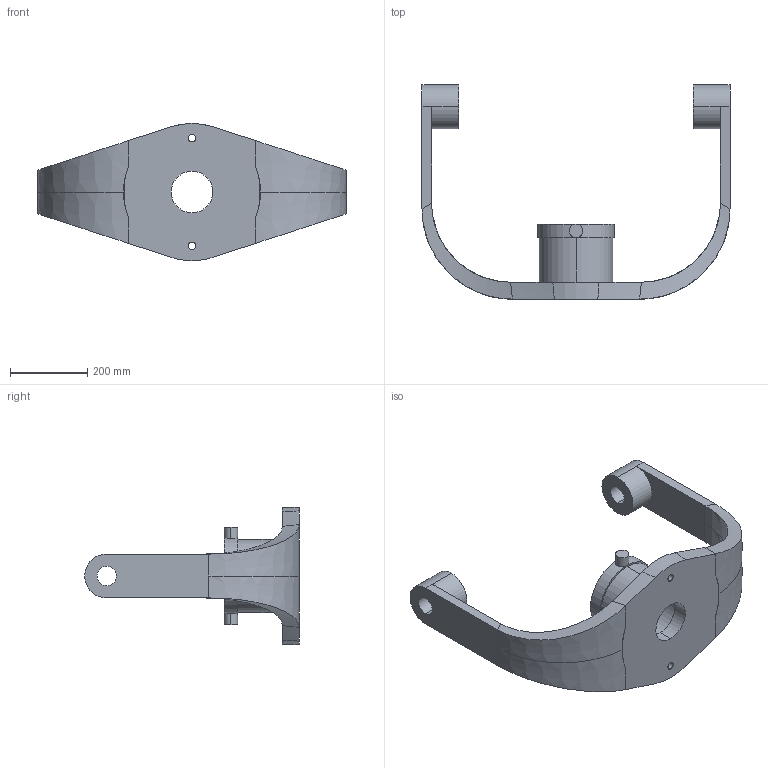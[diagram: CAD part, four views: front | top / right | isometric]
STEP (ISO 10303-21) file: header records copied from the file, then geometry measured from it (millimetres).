
FILE_DESCRIPTION (( 'STEP AP214' ), '1' );
FILE_NAME ('sw_1.STEP', '2023-07-22T07:12:27', ( '' ), ( '' ), 'SwSTEP 2.0', 'SolidWorks 2023', '' );
FILE_SCHEMA (( 'AUTOMOTIVE_DESIGN' ));
Length unit declared in the file: millimetre
Products named in the file (1): sw_1
Bounding box: 800 x 557 x 356 mm (x, y, z)
Volume: 13409725.6 mm3; surface area: 941273.6 mm2
Topology: 1 solids, 1 shells, 66 faces, 165 edges, 104 vertices
Faces by surface type: cylinder 29, plane 21, bspline 16
Entity records: 3087 total; most frequent: CARTESIAN_POINT 1583, ORIENTED_EDGE 330, DIRECTION 267, EDGE_CURVE 165, AXIS2_PLACEMENT_3D 107, VERTEX_POINT 104, EDGE_LOOP 79, FACE_OUTER_BOUND 66
